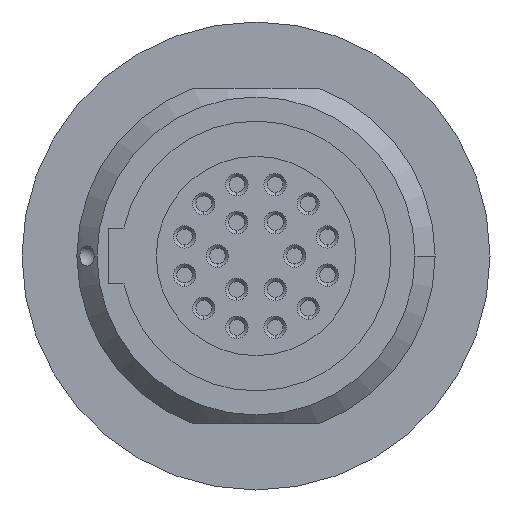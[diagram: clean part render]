
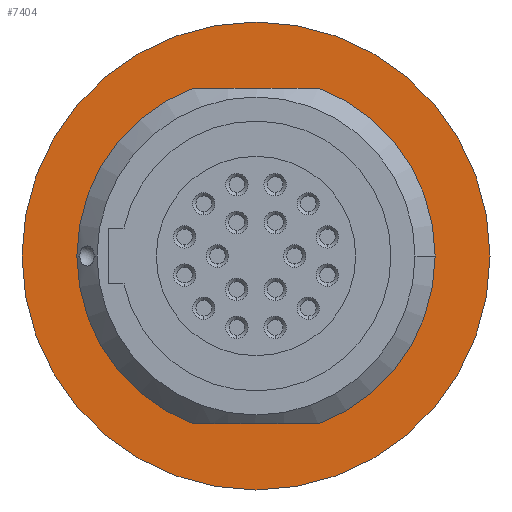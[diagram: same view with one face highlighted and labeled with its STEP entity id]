
A CAD part, left-side view. The second image highlights one B-rep face of the part: STEP entity #7404.
In plain terms, the highlighted planar face has unit normal (-1, 0, 0).
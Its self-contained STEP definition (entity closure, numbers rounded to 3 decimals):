
#278=CARTESIAN_POINT('',(-5.,0.,0.));
#279=DIRECTION('',(1.,0.,0.));
#280=DIRECTION('',(0.,0.348,-0.938));
#281=AXIS2_PLACEMENT_3D('',#278,#279,#280);
#293=CARTESIAN_POINT('',(-5.,0.,0.));
#294=DIRECTION('',(1.,0.,0.));
#295=DIRECTION('',(0.,-0.348,0.938));
#296=AXIS2_PLACEMENT_3D('',#293,#294,#295);
#315=CARTESIAN_POINT('',(-5.,0.,0.));
#316=DIRECTION('',(-1.,0.,0.));
#317=DIRECTION('',(0.,1.,0.));
#318=AXIS2_PLACEMENT_3D('',#315,#316,#317);
#323=CARTESIAN_POINT('',(-5.,0.,0.));
#324=DIRECTION('',(1.,0.,0.));
#325=DIRECTION('',(0.,1.,0.));
#326=AXIS2_PLACEMENT_3D('',#323,#324,#325);
#331=DIRECTION('',(0.,1.,0.));
#332=VECTOR('',#331,5.568);
#333=CARTESIAN_POINT('',(-5.,-2.784,-7.5));
#334=LINE('',#333,#332);
#4930=DIRECTION('',(0.,1.,0.));
#4931=VECTOR('',#4930,5.568);
#4932=CARTESIAN_POINT('',(-5.,-2.784,7.5));
#4933=LINE('',#4932,#4931);
#7155=CARTESIAN_POINT('',(-5.,10.45,0.));
#7157=VERTEX_POINT('',#7155);
#7159=CARTESIAN_POINT('',(-5.,-10.45,0.));
#7161=VERTEX_POINT('',#7159);
#7170=CARTESIAN_POINT('',(-5.,-2.784,-7.5));
#7171=CARTESIAN_POINT('',(-5.,2.784,-7.5));
#7172=VERTEX_POINT('',#7170);
#7173=VERTEX_POINT('',#7171);
#7174=CARTESIAN_POINT('',(-5.,-2.784,7.5));
#7175=CARTESIAN_POINT('',(-5.,2.784,7.5));
#7176=VERTEX_POINT('',#7174);
#7177=VERTEX_POINT('',#7175);
#7386=CARTESIAN_POINT('',(-5.,0.,0.));
#7387=DIRECTION('',(1.,0.,0.));
#7388=DIRECTION('',(0.,-1.,0.));
#7389=AXIS2_PLACEMENT_3D('',#7386,#7387,#7388);
#7390=PLANE('',#7389);
#7392=ORIENTED_EDGE('',*,*,#7391,.F.);
#7394=ORIENTED_EDGE('',*,*,#7393,.T.);
#7395=EDGE_LOOP('',(#7392,#7394));
#7396=FACE_OUTER_BOUND('',#7395,.F.);
#7397=ORIENTED_EDGE('',*,*,#7362,.F.);
#7399=ORIENTED_EDGE('',*,*,#7398,.T.);
#7400=ORIENTED_EDGE('',*,*,#7350,.F.);
#7401=ORIENTED_EDGE('',*,*,#7378,.F.);
#7402=EDGE_LOOP('',(#7397,#7399,#7400,#7401));
#7403=FACE_BOUND('',#7402,.F.);
#282=CIRCLE('',#281,8.);
#297=CIRCLE('',#296,8.);
#319=CIRCLE('',#318,10.45);
#327=CIRCLE('',#326,10.45);
#7350=EDGE_CURVE('',#7173,#7177,#282,.T.);
#7362=EDGE_CURVE('',#7176,#7172,#297,.T.);
#7378=EDGE_CURVE('',#7172,#7173,#334,.T.);
#7391=EDGE_CURVE('',#7157,#7161,#319,.T.);
#7393=EDGE_CURVE('',#7157,#7161,#327,.T.);
#7398=EDGE_CURVE('',#7176,#7177,#4933,.T.);
#7404=ADVANCED_FACE('',(#7396,#7403),#7390,.F.);
